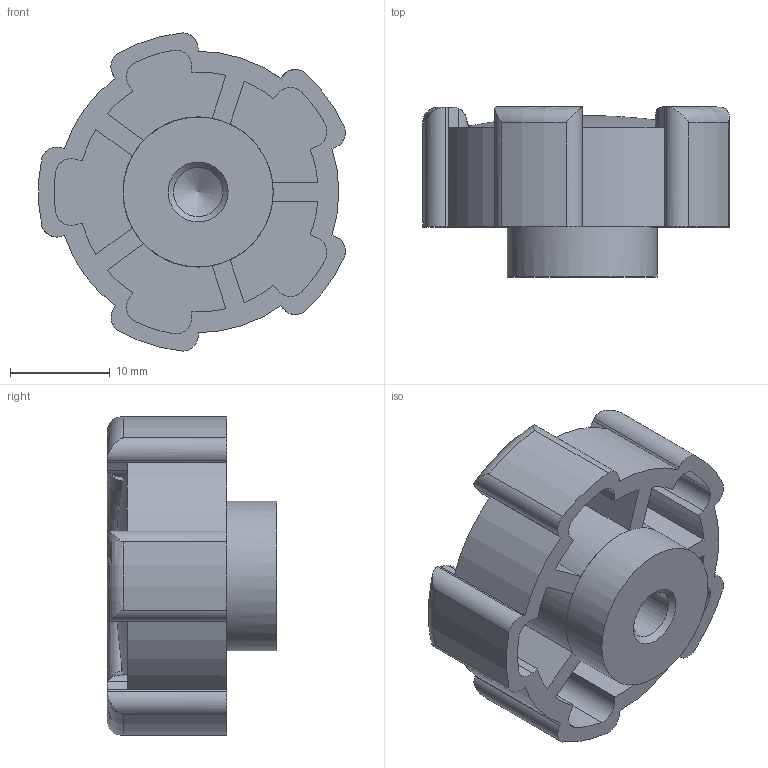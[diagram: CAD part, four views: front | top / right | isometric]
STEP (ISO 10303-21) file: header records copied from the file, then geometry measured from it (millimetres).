
FILE_DESCRIPTION( ( 'STEP AP214' ), '1' );
FILE_NAME( 'K0276.3206.stp', '2020-11-27T11:31:10', ( '' ), ( '' ), ' ', 'PARTsolutions', ' ' );
FILE_SCHEMA( ( 'AUTOMOTIVE_DESIGN { 1 0 10303 214 1 1 1 1 }' ) );
Length unit declared in the file: millimetre
Products named in the file (1): _K0276.3206
Bounding box: 30.69 x 17 x 31.84 mm (x, y, z)
Volume: 5631.4 mm3; surface area: 4526 mm2
Topology: 1 solids, 1 shells, 147 faces, 417 edges, 277 vertices
Faces by surface type: cylinder 72, plane 57, torus 15, cone 2, bspline 1
Full cylindrical faces by diameter (mm): 4.917 x1, 15 x1
Entity records: 6329 total; most frequent: CARTESIAN_POINT 1254, DIRECTION 834, ORIENTED_EDGE 820, EDGE_CURVE 410, AXIS2_PLACEMENT_3D 317, VERTEX_POINT 277, LINE 200, VECTOR 200
